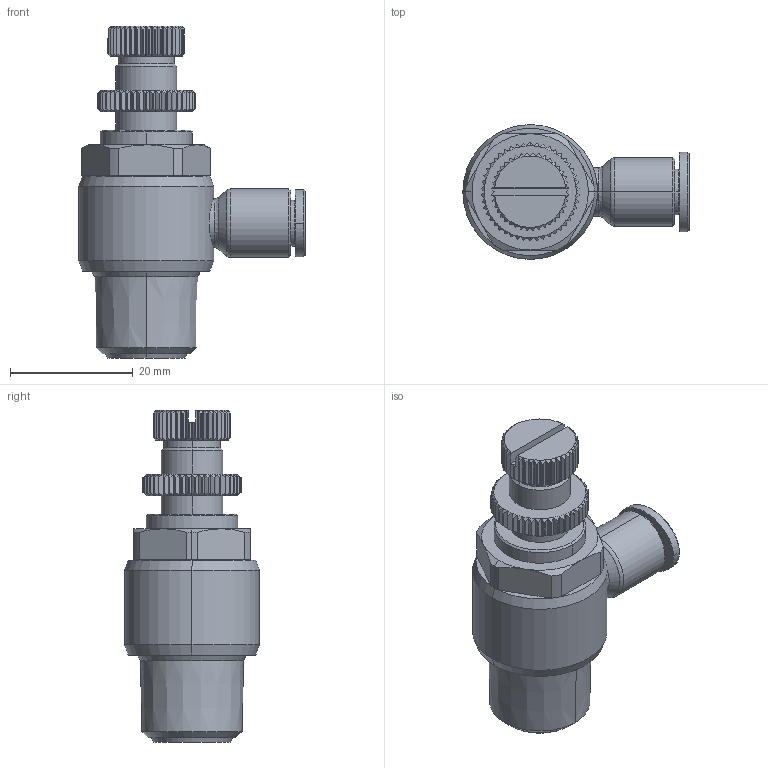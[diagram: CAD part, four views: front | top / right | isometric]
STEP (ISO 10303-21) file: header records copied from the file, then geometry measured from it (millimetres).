
FILE_DESCRIPTION((''),'2;1');
FILE_NAME('GNSE 0603(3D).stp','2012-12-17T11:16:02',(''),(''),'Mechanical Desktop.R8.0.24.0','Mechanical Desktop.R8.0.24.0',', , ');
FILE_SCHEMA(('CONFIG_CONTROL_DESIGN'));
Length unit declared in the file: millimetre
Products named in the file (2): GNSE 0603(3D); ºÎÇ°1
Assembly tree (1 placements, depth 2):
  GNSE 0603(3D)
    ºÎÇ°1
Bounding box: 36.95 x 22 x 54.2 mm (x, y, z)
Volume: 13584.6 mm3; surface area: 5315.3 mm2
Topology: 1 solids, 1 shells, 737 faces, 1907 edges, 1195 vertices
Faces by surface type: plane 362, cylinder 211, cone 130, bspline 32, torus 2
Entity records: 23599 total; most frequent: CARTESIAN_POINT 6718, ORIENTED_EDGE 3814, DIRECTION 3250, EDGE_CURVE 1907, VERTEX_POINT 1195, AXIS2_PLACEMENT_3D 1159, VECTOR 932, LINE 932
